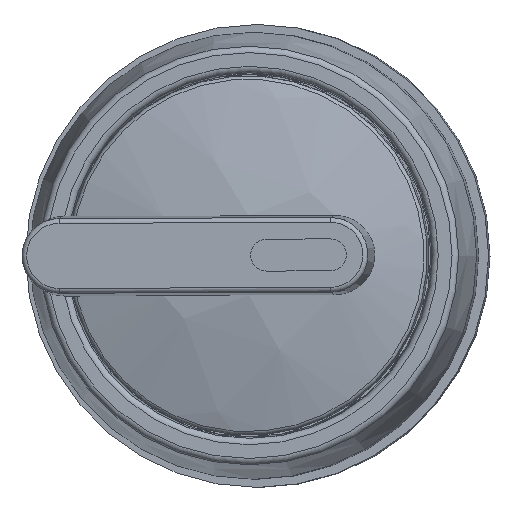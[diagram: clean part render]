
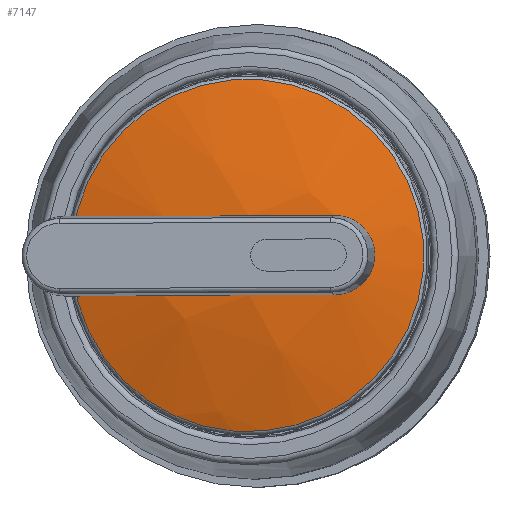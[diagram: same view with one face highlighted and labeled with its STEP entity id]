
A CAD part, top view. The second image highlights one B-rep face of the part: STEP entity #7147.
In plain terms, the highlighted spherical face has radius 37.5 mm.
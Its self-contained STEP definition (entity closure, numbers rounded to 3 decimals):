
#28=SPHERICAL_SURFACE('',#7910,37.5);
#360=FACE_BOUND('',#1127,.T.);
#445=B_SPLINE_CURVE_WITH_KNOTS('',3,(#12953,#12954,#12955,#12956,#12957,
#12958,#12959,#12960,#12961,#12962,#12963,#12964,#12965,#12966,#12967,#12968,
#12969,#12970),.UNSPECIFIED.,.F.,.F.,(4,2,2,2,2,2,2,2,4),(0.,0.094,
0.189,0.283,0.376,0.47,
0.564,0.659,0.753),.UNSPECIFIED.);
#716=FACE_OUTER_BOUND('',#1126,.T.);
#1126=EDGE_LOOP('',(#6138,#6139));
#1127=EDGE_LOOP('',(#6140,#6141,#6142,#6143));
#2767=CIRCLE('',#7903,37.369);
#2768=CIRCLE('',#7907,37.369);
#2769=CIRCLE('',#7909,10.837);
#2770=CIRCLE('',#7911,11.038);
#2771=CIRCLE('',#7912,11.038);
#3381=VERTEX_POINT('',#12944);
#3382=VERTEX_POINT('',#12946);
#3383=VERTEX_POINT('',#12951);
#3384=VERTEX_POINT('',#12972);
#3385=VERTEX_POINT('',#12978);
#3386=VERTEX_POINT('',#12979);
#4358=EDGE_CURVE('',#3382,#3381,#2767,.T.);
#4361=EDGE_CURVE('',#3381,#3383,#445,.T.);
#4363=EDGE_CURVE('',#3383,#3384,#2768,.T.);
#4364=EDGE_CURVE('',#3384,#3382,#2769,.T.);
#4365=EDGE_CURVE('',#3385,#3386,#2770,.T.);
#4366=EDGE_CURVE('',#3386,#3385,#2771,.T.);
#6138=ORIENTED_EDGE('',*,*,#4365,.F.);
#6139=ORIENTED_EDGE('',*,*,#4366,.F.);
#6140=ORIENTED_EDGE('',*,*,#4358,.T.);
#6141=ORIENTED_EDGE('',*,*,#4361,.T.);
#6142=ORIENTED_EDGE('',*,*,#4363,.T.);
#6143=ORIENTED_EDGE('',*,*,#4364,.T.);
#7147=ADVANCED_FACE('',(#716,#360),#28,.T.);
#7903=AXIS2_PLACEMENT_3D('',#12947,#9695,#9696);
#7907=AXIS2_PLACEMENT_3D('',#12974,#9706,#9707);
#7909=AXIS2_PLACEMENT_3D('',#12976,#9710,#9711);
#7910=AXIS2_PLACEMENT_3D('',#12977,#9712,#9713);
#7911=AXIS2_PLACEMENT_3D('',#12980,#9714,#9715);
#7912=AXIS2_PLACEMENT_3D('',#12981,#9716,#9717);
#9695=DIRECTION('center_axis',(-0.004,1.,0.017));
#9696=DIRECTION('ref_axis',(-0.016,-0.017,1.));
#9706=DIRECTION('center_axis',(0.003,-1.,0.018));
#9707=DIRECTION('ref_axis',(0.051,-0.017,-0.999));
#9710=DIRECTION('center_axis',(0.033,0.,
-0.999));
#9711=DIRECTION('ref_axis',(-0.709,0.705,-0.024));
#9712=DIRECTION('center_axis',(-0.709,0.705,-0.024));
#9713=DIRECTION('ref_axis',(-0.704,-0.71,-0.023));
#9714=DIRECTION('center_axis',(0.033,0.,
-0.999));
#9715=DIRECTION('ref_axis',(-0.704,-0.71,-0.023));
#9716=DIRECTION('center_axis',(0.033,0.,
-0.999));
#9717=DIRECTION('ref_axis',(-0.704,-0.71,-0.023));
#12944=CARTESIAN_POINT('',(5.199,2.501,19.789));
#12946=CARTESIAN_POINT('',(-10.8,2.461,18.146));
#12947=CARTESIAN_POINT('Origin',(0.925,3.126,-17.33));
#12951=CARTESIAN_POINT('',(5.217,-2.46,19.789));
#12953=CARTESIAN_POINT('Ctrl Pts',(5.199,2.501,19.789));
#12954=CARTESIAN_POINT('Ctrl Pts',(5.511,2.503,19.753));
#12955=CARTESIAN_POINT('Ctrl Pts',(5.845,2.443,19.714));
#12956=CARTESIAN_POINT('Ctrl Pts',(6.461,2.193,19.643));
#12957=CARTESIAN_POINT('Ctrl Pts',(6.743,2.004,19.611));
#12958=CARTESIAN_POINT('Ctrl Pts',(7.189,1.565,19.559));
#12959=CARTESIAN_POINT('Ctrl Pts',(7.382,1.287,19.537));
#12960=CARTESIAN_POINT('Ctrl Pts',(7.641,0.675,19.507));
#12961=CARTESIAN_POINT('Ctrl Pts',(7.705,0.342,19.5));
#12962=CARTESIAN_POINT('Ctrl Pts',(7.707,-0.284,
19.5));
#12963=CARTESIAN_POINT('Ctrl Pts',(7.645,-0.617,19.507));
#12964=CARTESIAN_POINT('Ctrl Pts',(7.392,-1.231,19.537));
#12965=CARTESIAN_POINT('Ctrl Pts',(7.2,-1.51,19.56));
#12966=CARTESIAN_POINT('Ctrl Pts',(6.758,-1.952,19.611));
#12967=CARTESIAN_POINT('Ctrl Pts',(6.477,-2.144,19.644));
#12968=CARTESIAN_POINT('Ctrl Pts',(5.863,-2.398,19.715));
#12969=CARTESIAN_POINT('Ctrl Pts',(5.53,-2.46,19.753));
#12970=CARTESIAN_POINT('Ctrl Pts',(5.217,-2.46,19.789));
#12972=CARTESIAN_POINT('',(-10.782,-2.539,18.146));
#12974=CARTESIAN_POINT('Origin',(0.948,-3.126,-17.33));
#12976=CARTESIAN_POINT('Origin',(-0.252,0.,
18.496));
#12977=CARTESIAN_POINT('Origin',(0.939,0.,
-17.384));
#12978=CARTESIAN_POINT('',(-8.022,-7.834,18.177));
#12979=CARTESIAN_POINT('',(-8.08,7.777,18.175));
#12980=CARTESIAN_POINT('Origin',(-0.25,0.,
18.434));
#12981=CARTESIAN_POINT('Origin',(-0.25,0.,
18.434));
